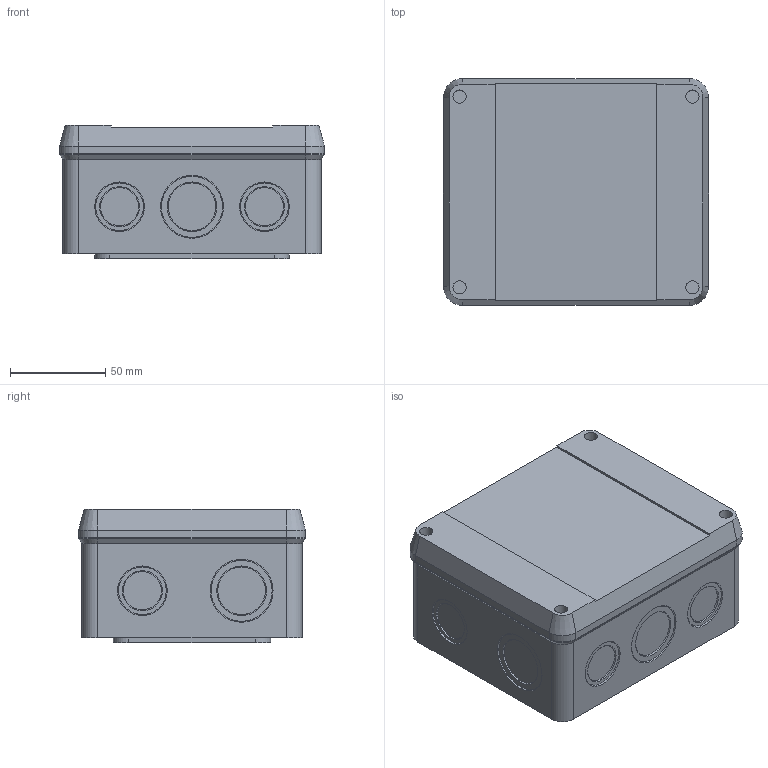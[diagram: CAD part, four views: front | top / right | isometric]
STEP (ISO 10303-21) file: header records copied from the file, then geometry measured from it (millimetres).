
FILE_DESCRIPTION(/* description */ (''),/* implementation_level */ '2;1');
FILE_NAME(/* name */ 'Cable junction box Hensel K9060.stp',/* time_stamp */ '2022-09-03T16:29:05+03:00',/* author */ ('WIN10'),/* organization */ (''),/* preprocessor_version */ 'ST-DEVELOPER v18.1',/* originating_system */ 'Autodesk Inventor 2021',/* authorisation */ '');
FILE_SCHEMA (('AUTOMOTIVE_DESIGN { 1 0 10303 214 3 1 1 }'));
Length unit declared in the file: millimetre
Products named in the file (1): Cable junction box Hensel K9060
Bounding box: 139 x 119 x 70 mm (x, y, z)
Volume: 279593.1 mm3; surface area: 140285.2 mm2
Topology: 2 solids, 2 shells, 212 faces, 444 edges, 288 vertices
Faces by surface type: plane 108, cylinder 96, cone 8
Full cylindrical faces by diameter (mm): 3 x16, 7 x8, 11 x4, 16 x4, 20 x5, 21 x5, 25 x9, 26 x9, 32 x4, 33 x4
Entity records: 5823 total; most frequent: DIRECTION 1074, CARTESIAN_POINT 945, ORIENTED_EDGE 888, EDGE_CURVE 444, AXIS2_PLACEMENT_3D 417, EDGE_LOOP 304, VERTEX_POINT 288, LINE 240
